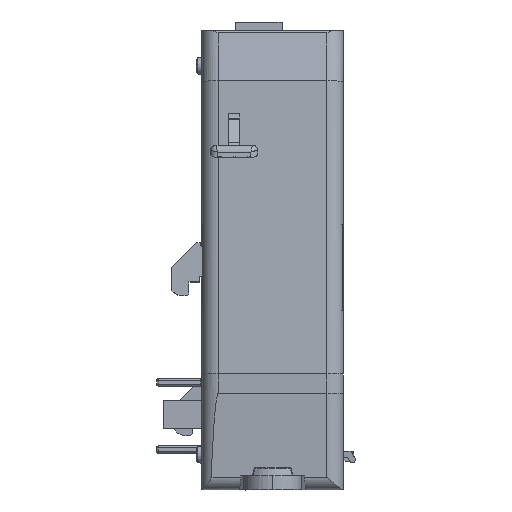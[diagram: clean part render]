
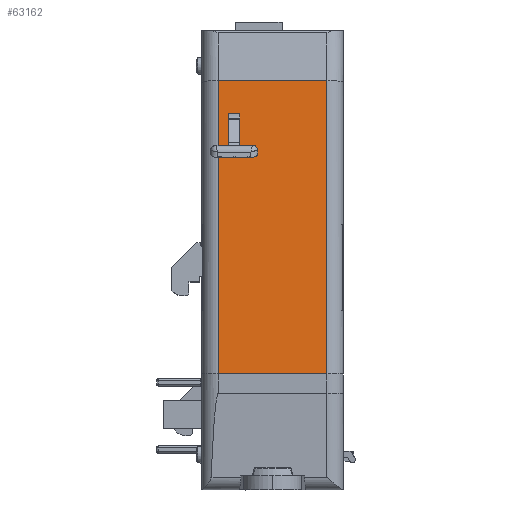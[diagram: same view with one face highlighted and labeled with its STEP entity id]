
A CAD part, front view. The second image highlights one B-rep face of the part: STEP entity #63162.
In plain terms, the highlighted planar face has unit normal (0, -0.999, 0.044).
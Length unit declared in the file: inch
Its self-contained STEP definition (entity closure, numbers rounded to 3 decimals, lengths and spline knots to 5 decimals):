
#9348 = DIRECTION ( 'NONE',  ( -1., 0., 0. ) ) ;
#15780 = VECTOR ( 'NONE', #112956, 39.37008 ) ;
#16524 = CARTESIAN_POINT ( 'NONE',  ( 0.63541, -1.92586, -4.56957 ) ) ;
#17638 = CARTESIAN_POINT ( 'NONE',  ( 0.63541, -1.73772, -0.26054 ) ) ;
#18595 = EDGE_CURVE ( 'NONE', #190676, #146264, #48395, .T. ) ;
#21160 = VECTOR ( 'NONE', #78453, 39.37008 ) ;
#23165 = EDGE_CURVE ( 'NONE', #157758, #146264, #135446, .T. ) ;
#25203 = ORIENTED_EDGE ( 'NONE', *, *, #42465, .F. ) ;
#26180 = CARTESIAN_POINT ( 'NONE',  ( 0.51828, -1.92586, -4.56957 ) ) ;
#31051 = CARTESIAN_POINT ( 'NONE',  ( 0.63541, -1.82827, -2.33452 ) ) ;
#31331 = DIRECTION ( 'NONE',  ( 0., -0.999, 0.044 ) ) ;
#32905 = AXIS2_PLACEMENT_3D ( 'NONE', #16524, #31331, #164612 ) ;
#37259 = LINE ( 'NONE', #17638, #21160 ) ;
#38280 = CARTESIAN_POINT ( 'NONE',  ( -0.17505, -1.92586, -4.56957 ) ) ;
#42465 = EDGE_CURVE ( 'NONE', #190676, #80880, #119217, .T. ) ;
#47632 = CARTESIAN_POINT ( 'NONE',  ( -0.09629, -1.74776, -0.49051 ) ) ;
#48395 = LINE ( 'NONE', #188255, #62409 ) ;
#48731 = PLANE ( 'NONE',  #32905 ) ;
#49876 = EDGE_LOOP ( 'NONE', ( #25203, #60437, #134333, #107641 ) ) ;
#50046 = CARTESIAN_POINT ( 'NONE',  ( 0.63541, -1.75976, -0.76539 ) ) ;
#53164 = CARTESIAN_POINT ( 'NONE',  ( -0.13567, -1.74776, -0.49051 ) ) ;
#53844 = VECTOR ( 'NONE', #141873, 39.37008 ) ;
#59551 = EDGE_CURVE ( 'NONE', #160570, #146132, #37259, .T. ) ;
#59715 = ORIENTED_EDGE ( 'NONE', *, *, #171799, .T. ) ;
#60437 = ORIENTED_EDGE ( 'NONE', *, *, #18595, .T. ) ;
#62409 = VECTOR ( 'NONE', #70695, 39.37008 ) ;
#62666 = LINE ( 'NONE', #31051, #148170 ) ;
#63162 = ADVANCED_FACE ( 'NONE', ( #191550, #127078 ), #48731, .T. ) ;
#66663 = LINE ( 'NONE', #26180, #15780 ) ;
#67775 = CARTESIAN_POINT ( 'NONE',  ( -0.24746, -1.82827, -2.33452 ) ) ;
#68813 = EDGE_CURVE ( 'NONE', #142183, #160570, #66663, .T. ) ;
#70695 = DIRECTION ( 'NONE',  ( 0., -0.044, -0.999 ) ) ;
#74758 = CARTESIAN_POINT ( 'NONE',  ( -0.24746, -1.73772, -0.26054 ) ) ;
#78453 = DIRECTION ( 'NONE',  ( -1., 0., 0. ) ) ;
#80880 = VERTEX_POINT ( 'NONE', #122906 ) ;
#82951 = CARTESIAN_POINT ( 'NONE',  ( 0.51828, -1.82827, -2.33452 ) ) ;
#90564 = EDGE_LOOP ( 'NONE', ( #129775, #189072, #123045, #59715 ) ) ;
#93324 = LINE ( 'NONE', #38280, #53844 ) ;
#96382 = CARTESIAN_POINT ( 'NONE',  ( -0.24746, -1.82827, -2.33452 ) ) ;
#96766 = DIRECTION ( 'NONE',  ( 1., 0., 0. ) ) ;
#96983 = CARTESIAN_POINT ( 'NONE',  ( -0.17505, -1.75976, -0.76539 ) ) ;
#98541 = VECTOR ( 'NONE', #110581, 39.37008 ) ;
#105279 = VECTOR ( 'NONE', #9348, 39.37008 ) ;
#106420 = CARTESIAN_POINT ( 'NONE',  ( -0.09629, -1.75976, -0.76539 ) ) ;
#107641 = ORIENTED_EDGE ( 'NONE', *, *, #172637, .T. ) ;
#110581 = DIRECTION ( 'NONE',  ( 0., -0.044, -0.999 ) ) ;
#112956 = DIRECTION ( 'NONE',  ( 0., 0.044, 0.999 ) ) ;
#113151 = CARTESIAN_POINT ( 'NONE',  ( 0.51828, -1.73772, -0.26054 ) ) ;
#119217 = LINE ( 'NONE', #53164, #105279 ) ;
#122906 = CARTESIAN_POINT ( 'NONE',  ( -0.17505, -1.74776, -0.49051 ) ) ;
#123045 = ORIENTED_EDGE ( 'NONE', *, *, #59551, .T. ) ;
#127078 = FACE_BOUND ( 'NONE', #49876, .T. ) ;
#129775 = ORIENTED_EDGE ( 'NONE', *, *, #173117, .F. ) ;
#133230 = LINE ( 'NONE', #96382, #98541 ) ;
#134333 = ORIENTED_EDGE ( 'NONE', *, *, #23165, .F. ) ;
#135446 = LINE ( 'NONE', #50046, #158557 ) ;
#137184 = DIRECTION ( 'NONE',  ( -1., 0., 0. ) ) ;
#141873 = DIRECTION ( 'NONE',  ( 0., 0.044, 0.999 ) ) ;
#142183 = VERTEX_POINT ( 'NONE', #82951 ) ;
#146132 = VERTEX_POINT ( 'NONE', #74758 ) ;
#146264 = VERTEX_POINT ( 'NONE', #106420 ) ;
#148170 = VECTOR ( 'NONE', #137184, 39.37008 ) ;
#157758 = VERTEX_POINT ( 'NONE', #96983 ) ;
#158557 = VECTOR ( 'NONE', #96766, 39.37008 ) ;
#160570 = VERTEX_POINT ( 'NONE', #113151 ) ;
#164612 = DIRECTION ( 'NONE',  ( 0., -0.044, -0.999 ) ) ;
#171799 = EDGE_CURVE ( 'NONE', #146132, #188313, #133230, .T. ) ;
#172637 = EDGE_CURVE ( 'NONE', #157758, #80880, #93324, .T. ) ;
#173117 = EDGE_CURVE ( 'NONE', #142183, #188313, #62666, .T. ) ;
#188255 = CARTESIAN_POINT ( 'NONE',  ( -0.09629, -1.92586, -4.56957 ) ) ;
#188313 = VERTEX_POINT ( 'NONE', #67775 ) ;
#189072 = ORIENTED_EDGE ( 'NONE', *, *, #68813, .T. ) ;
#190676 = VERTEX_POINT ( 'NONE', #47632 ) ;
#191550 = FACE_OUTER_BOUND ( 'NONE', #90564, .T. ) ;
